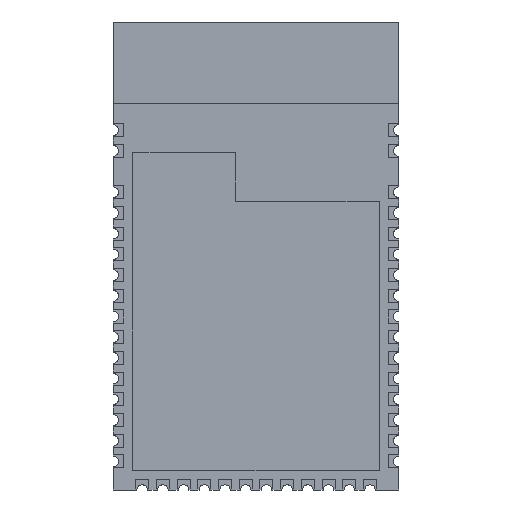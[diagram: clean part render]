
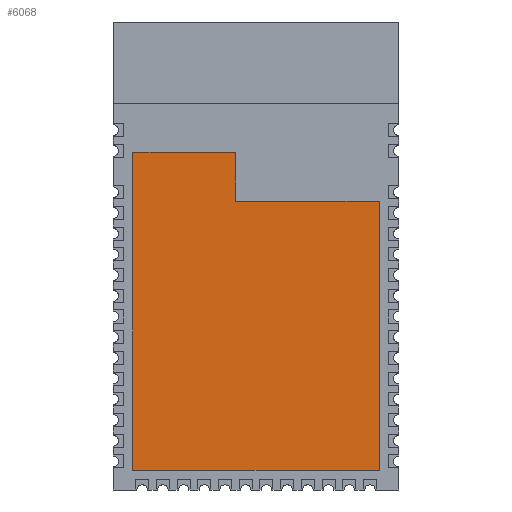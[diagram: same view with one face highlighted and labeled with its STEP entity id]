
A CAD part, front view. The second image highlights one B-rep face of the part: STEP entity #6068.
In plain terms, the highlighted planar face has unit normal (0, -1, 0).
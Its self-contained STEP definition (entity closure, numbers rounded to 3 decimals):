
#292 = DIRECTION ( 'NONE',  ( 1., 0., 0. ) ) ;
#461 = DIRECTION ( 'NONE',  ( -1., 0., 0. ) ) ;
#1003 = VERTEX_POINT ( 'NONE', #32551 ) ;
#1396 = CARTESIAN_POINT ( 'NONE',  ( -7.55, -1.77, 6.35 ) ) ;
#3095 = EDGE_CURVE ( 'NONE', #35290, #18448, #3317, .T. ) ;
#3317 = LINE ( 'NONE', #40948, #39118 ) ;
#5064 = VERTEX_POINT ( 'NONE', #9891 ) ;
#5368 = ORIENTED_EDGE ( 'NONE', *, *, #13057, .T. ) ;
#6068 = ADVANCED_FACE ( 'NONE', ( #26743 ), #13506, .T. ) ;
#9547 = LINE ( 'NONE', #36549, #27595 ) ;
#9891 = CARTESIAN_POINT ( 'NONE',  ( -7.55, -1.77, -13.15 ) ) ;
#9972 = CARTESIAN_POINT ( 'NONE',  ( 0., -1.77, 0. ) ) ;
#10283 = CARTESIAN_POINT ( 'NONE',  ( -1.25, -1.77, 6.35 ) ) ;
#10887 = LINE ( 'NONE', #27899, #17175 ) ;
#11177 = VECTOR ( 'NONE', #35506, 1000. ) ;
#12501 = CARTESIAN_POINT ( 'NONE',  ( 7.55, -1.77, 3.35 ) ) ;
#12748 = ORIENTED_EDGE ( 'NONE', *, *, #3095, .T. ) ;
#13015 = ORIENTED_EDGE ( 'NONE', *, *, #39195, .T. ) ;
#13057 = EDGE_CURVE ( 'NONE', #1003, #19567, #42373, .T. ) ;
#13376 = CARTESIAN_POINT ( 'NONE',  ( 7.55, -1.77, 3.35 ) ) ;
#13506 = PLANE ( 'NONE',  #27144 ) ;
#13508 = DIRECTION ( 'NONE',  ( 0., 0., 1. ) ) ;
#13914 = VERTEX_POINT ( 'NONE', #1396 ) ;
#16013 = EDGE_CURVE ( 'NONE', #13914, #5064, #9547, .T. ) ;
#17175 = VECTOR ( 'NONE', #461, 1000. ) ;
#18448 = VERTEX_POINT ( 'NONE', #13376 ) ;
#19173 = LINE ( 'NONE', #12501, #31517 ) ;
#19305 = DIRECTION ( 'NONE',  ( 0., 0., -1. ) ) ;
#19567 = VERTEX_POINT ( 'NONE', #10283 ) ;
#21180 = CARTESIAN_POINT ( 'NONE',  ( -1.25, -1.77, 3.35 ) ) ;
#23098 = EDGE_LOOP ( 'NONE', ( #27214, #42808, #13015, #12748, #26634, #5368 ) ) ;
#23602 = DIRECTION ( 'NONE',  ( 0., -1., 0. ) ) ;
#26377 = CARTESIAN_POINT ( 'NONE',  ( 7.55, -1.77, -13.15 ) ) ;
#26634 = ORIENTED_EDGE ( 'NONE', *, *, #32725, .T. ) ;
#26743 = FACE_OUTER_BOUND ( 'NONE', #23098, .T. ) ;
#27144 = AXIS2_PLACEMENT_3D ( 'NONE', #9972, #23602, #43664 ) ;
#27214 = ORIENTED_EDGE ( 'NONE', *, *, #39553, .T. ) ;
#27595 = VECTOR ( 'NONE', #19305, 1000. ) ;
#27899 = CARTESIAN_POINT ( 'NONE',  ( -1.25, -1.77, 6.35 ) ) ;
#29313 = DIRECTION ( 'NONE',  ( -1., 0., 0. ) ) ;
#31517 = VECTOR ( 'NONE', #29313, 1000. ) ;
#32551 = CARTESIAN_POINT ( 'NONE',  ( -1.25, -1.77, 3.35 ) ) ;
#32725 = EDGE_CURVE ( 'NONE', #18448, #1003, #19173, .T. ) ;
#35077 = VECTOR ( 'NONE', #292, 1000. ) ;
#35290 = VERTEX_POINT ( 'NONE', #26377 ) ;
#35506 = DIRECTION ( 'NONE',  ( 0., 0., 1. ) ) ;
#36549 = CARTESIAN_POINT ( 'NONE',  ( -7.55, -1.77, 6.35 ) ) ;
#39118 = VECTOR ( 'NONE', #13508, 1000. ) ;
#39195 = EDGE_CURVE ( 'NONE', #5064, #35290, #43750, .T. ) ;
#39553 = EDGE_CURVE ( 'NONE', #19567, #13914, #10887, .T. ) ;
#40948 = CARTESIAN_POINT ( 'NONE',  ( 7.55, -1.77, -13.15 ) ) ;
#41280 = CARTESIAN_POINT ( 'NONE',  ( -7.55, -1.77, -13.15 ) ) ;
#42373 = LINE ( 'NONE', #21180, #11177 ) ;
#42808 = ORIENTED_EDGE ( 'NONE', *, *, #16013, .T. ) ;
#43664 = DIRECTION ( 'NONE',  ( 0., 0., -1. ) ) ;
#43750 = LINE ( 'NONE', #41280, #35077 ) ;
